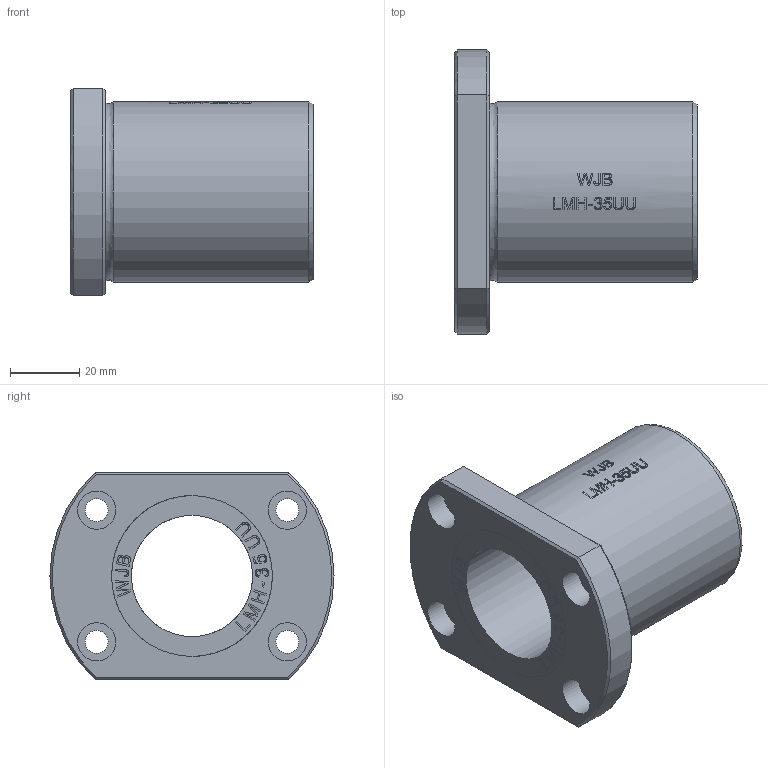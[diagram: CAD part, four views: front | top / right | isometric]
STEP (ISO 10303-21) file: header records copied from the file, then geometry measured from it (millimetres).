
FILE_DESCRIPTION(/* description */ (''),/* implementation_level */ '2;1');
FILE_NAME(/* name */ 'WJB-LMH-35UUX4.stp',/* time_stamp */ '2018-09-11T17:30:12+08:00',/* author */ (''),/* organization */ (''),/* preprocessor_version */ 'ST-DEVELOPER v11',/* originating_system */ 'SIEMENS UGS NX 6.0',/* authorisation */ '');
FILE_SCHEMA (('CONFIG_CONTROL_DESIGN'));
Length unit declared in the file: millimetre
Products named in the file (1): WJB-LMH-35UUX4
Bounding box: 70 x 82 x 60 mm (x, y, z)
Volume: 100932.2 mm3; surface area: 27661.9 mm2
Topology: 1 solids, 1 shells, 350 faces, 920 edges, 618 vertices
Faces by surface type: plane 227, extrusion 90, cylinder 27, cone 4, torus 2
Full cylindrical faces by diameter (mm): 6.6 x4, 11 x4, 35 x1, 46.4 x2, 52 x1
Entity records: 13882 total; most frequent: CARTESIAN_POINT 5729, ORIENTED_EDGE 1812, DIRECTION 1278, EDGE_CURVE 906, VERTEX_POINT 618, VECTOR 548, LINE 458, B_SPLINE_CURVE_WITH_KNOTS 434
